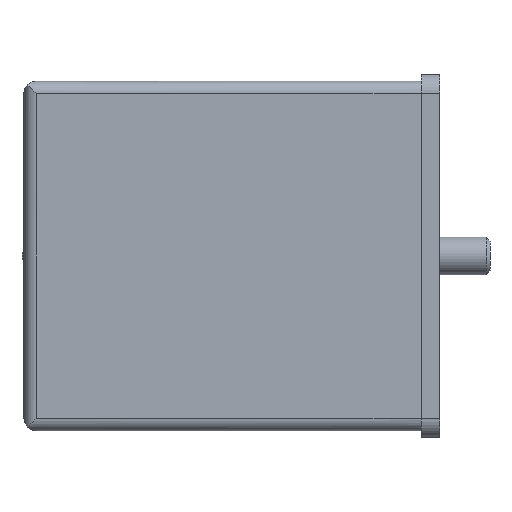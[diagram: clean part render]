
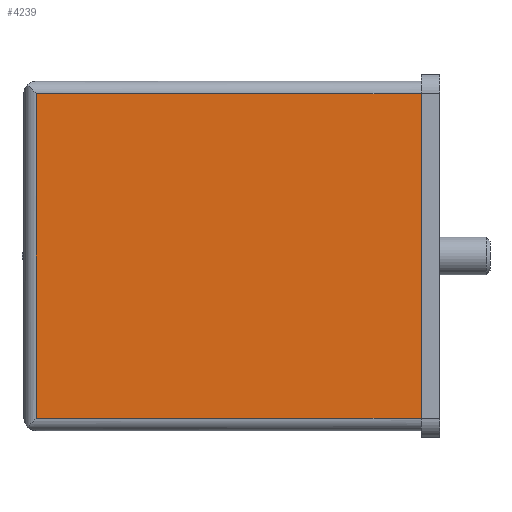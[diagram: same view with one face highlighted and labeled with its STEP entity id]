
A CAD part, left-side view. The second image highlights one B-rep face of the part: STEP entity #4239.
In plain terms, the highlighted planar face has unit normal (-1, 0, 0).
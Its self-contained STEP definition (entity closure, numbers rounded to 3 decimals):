
#159=LINE('',#5821,#523);
#160=LINE('',#5824,#524);
#161=LINE('',#5826,#525);
#162=LINE('',#5828,#526);
#523=VECTOR('',#4866,1000.);
#524=VECTOR('',#4867,1000.);
#525=VECTOR('',#4868,1000.);
#526=VECTOR('',#4869,1000.);
#775=PLANE('',#4444);
#1068=ORIENTED_EDGE('',*,*,#1936,.T.);
#1069=ORIENTED_EDGE('',*,*,#1937,.T.);
#1070=ORIENTED_EDGE('',*,*,#1938,.T.);
#1071=ORIENTED_EDGE('',*,*,#1939,.F.);
#1936=EDGE_CURVE('',#2358,#2359,#159,.T.);
#1937=EDGE_CURVE('',#2359,#2360,#160,.T.);
#1938=EDGE_CURVE('',#2360,#2361,#161,.T.);
#1939=EDGE_CURVE('',#2358,#2361,#162,.T.);
#2358=VERTEX_POINT('',#5822);
#2359=VERTEX_POINT('',#5823);
#2360=VERTEX_POINT('',#5825);
#2361=VERTEX_POINT('',#5827);
#2609=EDGE_LOOP('',(#1068,#1069,#1070,#1071));
#2813=FACE_BOUND('',#2609,.T.);
#4239=ADVANCED_FACE('',(#2813),#775,.F.);
#4444=AXIS2_PLACEMENT_3D('',#5820,#4864,#4865);
#4864=DIRECTION('',(1.,0.,0.));
#4865=DIRECTION('',(0.,0.,-1.));
#4866=DIRECTION('',(0.,0.,-1.));
#4867=DIRECTION('',(0.,-1.,0.));
#4868=DIRECTION('',(0.,0.,1.));
#4869=DIRECTION('',(0.,-1.,0.));
#5820=CARTESIAN_POINT('',(-13.95,11.85,-12.95));
#5821=CARTESIAN_POINT('',(-13.95,10.85,14.));
#5822=CARTESIAN_POINT('',(-13.95,10.85,12.95));
#5823=CARTESIAN_POINT('',(-13.95,10.85,-12.95));
#5824=CARTESIAN_POINT('',(-13.95,11.85,-12.95));
#5825=CARTESIAN_POINT('',(-13.95,-19.85,-12.95));
#5826=CARTESIAN_POINT('',(-13.95,-19.85,-12.95));
#5827=CARTESIAN_POINT('',(-13.95,-19.85,12.95));
#5828=CARTESIAN_POINT('',(-13.95,11.85,12.95));
